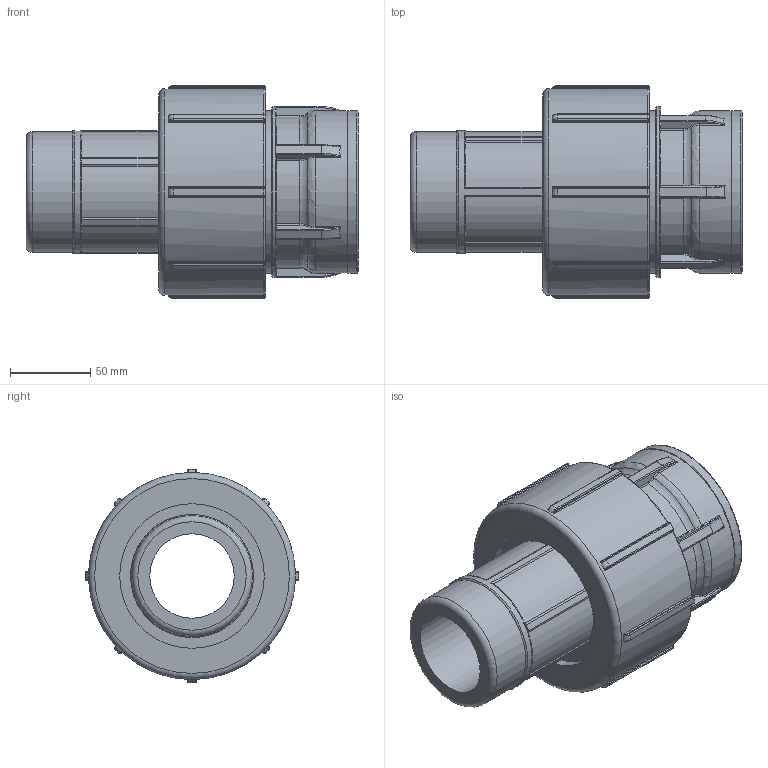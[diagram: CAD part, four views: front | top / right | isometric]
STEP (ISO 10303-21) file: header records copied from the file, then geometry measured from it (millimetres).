
FILE_DESCRIPTION(/* description */ ('PLASSON UNION ADAPTOR FEMALE / MALE 2½"-2½"'),/* implementation_level */ '2;1');
FILE_NAME(/* name */ '8703R6020021.ipt.stp',/* time_stamp */ '2018-04-09T13:00:19+03:00',/* author */ ('KIM'),/* organization */ (''),/* preprocessor_version */ 'ST-DEVELOPER v15.6',/* originating_system */ 'Autodesk Inventor 2015',/* authorisation */ '');
FILE_SCHEMA (('AUTOMOTIVE_DESIGN { 1 0 10303 214 3 1 1 }'));
Length unit declared in the file: millimetre
Products named in the file (1): 8703R6020021
Bounding box: 207 x 132.99 x 132.99 mm (x, y, z)
Volume: 1167662.3 mm3; surface area: 130622.4 mm2
Topology: 1 solids, 1 shells, 363 faces, 878 edges, 522 vertices
Faces by surface type: cylinder 136, torus 74, bspline 71, plane 64, sphere 16, cone 2
Full cylindrical faces by diameter (mm): 52.629 x1, 72.226 x1, 75.184 x1, 76.688 x1, 90.221 x1, 101.08 x1, 101.116 x2, 106.4 x1, 129.01 x1
Entity records: 12560 total; most frequent: CARTESIAN_POINT 4501, ORIENTED_EDGE 1712, DIRECTION 1653, EDGE_CURVE 856, AXIS2_PLACEMENT_3D 716, VERTEX_POINT 517, CIRCLE 422, EDGE_LOOP 387
